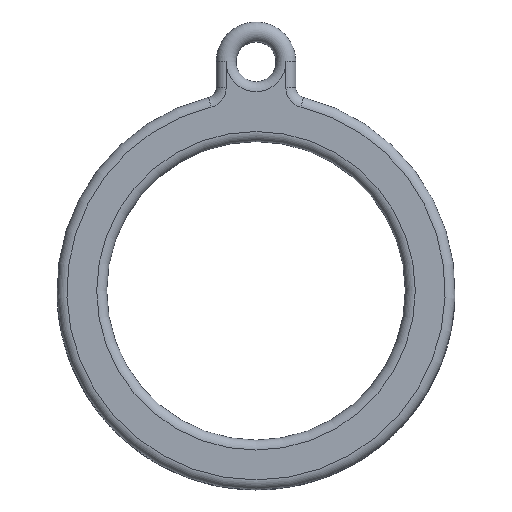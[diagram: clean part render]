
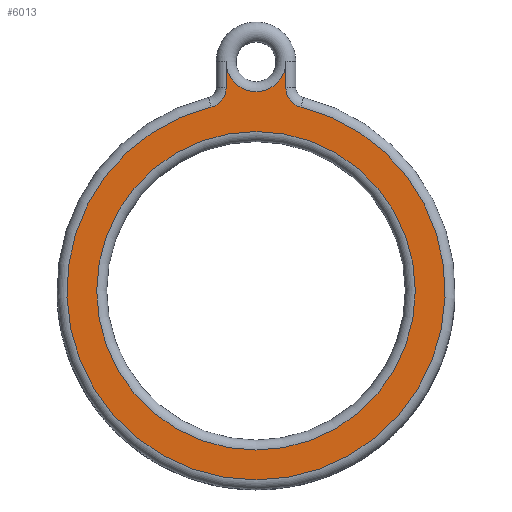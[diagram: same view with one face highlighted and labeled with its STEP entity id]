
A CAD part, top view. The second image highlights one B-rep face of the part: STEP entity #6013.
In plain terms, the highlighted planar face has unit normal (0, 0, 1).
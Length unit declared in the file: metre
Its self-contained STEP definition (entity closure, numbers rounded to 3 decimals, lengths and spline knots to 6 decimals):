
#168=PLANE('',#6478);
#353=CIRCLE('',#6479,0.016);
#354=CIRCLE('',#6480,0.003);
#355=CIRCLE('',#6481,0.002);
#356=CIRCLE('',#6482,0.019);
#357=CIRCLE('',#6483,0.002);
#483=LINE('',#9054,#884);
#484=LINE('',#9059,#885);
#884=VECTOR('',#7039,1.);
#885=VECTOR('',#7042,1.);
#1856=ORIENTED_EDGE('',*,*,#3766,.T.);
#1857=ORIENTED_EDGE('',*,*,#3767,.T.);
#1858=ORIENTED_EDGE('',*,*,#3768,.T.);
#1859=ORIENTED_EDGE('',*,*,#3769,.T.);
#1860=ORIENTED_EDGE('',*,*,#3770,.F.);
#1861=ORIENTED_EDGE('',*,*,#3771,.T.);
#1862=ORIENTED_EDGE('',*,*,#3772,.F.);
#3766=EDGE_CURVE('',#4721,#4721,#353,.F.);
#3767=EDGE_CURVE('',#4722,#4723,#483,.F.);
#3768=EDGE_CURVE('',#4723,#4724,#354,.F.);
#3769=EDGE_CURVE('',#4724,#4725,#484,.T.);
#3770=EDGE_CURVE('',#4726,#4725,#355,.T.);
#3771=EDGE_CURVE('',#4726,#4727,#356,.T.);
#3772=EDGE_CURVE('',#4722,#4727,#357,.T.);
#4721=VERTEX_POINT('',#9053);
#4722=VERTEX_POINT('',#9055);
#4723=VERTEX_POINT('',#9056);
#4724=VERTEX_POINT('',#9058);
#4725=VERTEX_POINT('',#9060);
#4726=VERTEX_POINT('',#9062);
#4727=VERTEX_POINT('',#9064);
#5181=EDGE_LOOP('',(#1856));
#5182=EDGE_LOOP('',(#1857,#1858,#1859,#1860,#1861,#1862));
#5574=FACE_BOUND('',#5181,.T.);
#5575=FACE_BOUND('',#5182,.T.);
#6013=ADVANCED_FACE('',(#5574,#5575),#168,.T.);
#6478=AXIS2_PLACEMENT_3D('',#9051,#7035,#7036);
#6479=AXIS2_PLACEMENT_3D('',#9052,#7037,#7038);
#6480=AXIS2_PLACEMENT_3D('',#9057,#7040,#7041);
#6481=AXIS2_PLACEMENT_3D('',#9061,#7043,#7044);
#6482=AXIS2_PLACEMENT_3D('',#9063,#7045,#7046);
#6483=AXIS2_PLACEMENT_3D('',#9065,#7047,#7048);
#7035=DIRECTION('',(0.,0.,1.));
#7036=DIRECTION('',(1.,0.,0.));
#7037=DIRECTION('',(0.,0.,1.));
#7038=DIRECTION('',(1.,0.,0.));
#7039=DIRECTION('',(0.,-1.,0.));
#7040=DIRECTION('',(0.,0.,1.));
#7041=DIRECTION('',(1.,0.,0.));
#7042=DIRECTION('',(0.,-1.,0.));
#7043=DIRECTION('',(0.,0.,1.));
#7044=DIRECTION('',(1.,0.,0.));
#7045=DIRECTION('',(0.,0.,1.));
#7046=DIRECTION('',(1.,0.,0.));
#7047=DIRECTION('',(0.,0.,1.));
#7048=DIRECTION('',(1.,0.,0.));
#9051=CARTESIAN_POINT('',(0.,0.,0.0035));
#9052=CARTESIAN_POINT('',(0.,0.,0.0035));
#9053=CARTESIAN_POINT('',(0.016,0.,0.0035));
#9054=CARTESIAN_POINT('',(0.003,0.023,0.0035));
#9055=CARTESIAN_POINT('',(0.003,0.020396,0.0035));
#9056=CARTESIAN_POINT('',(0.003,0.023,0.0035));
#9057=CARTESIAN_POINT('',(0.,0.023,0.0035));
#9058=CARTESIAN_POINT('',(-0.003,0.023,0.0035));
#9059=CARTESIAN_POINT('',(-0.003,0.,0.0035));
#9060=CARTESIAN_POINT('',(-0.003,0.020396,0.0035));
#9061=CARTESIAN_POINT('',(-0.005,0.020396,0.0035));
#9062=CARTESIAN_POINT('',(-0.004524,0.018454,0.0035));
#9063=CARTESIAN_POINT('',(0.,0.,0.0035));
#9064=CARTESIAN_POINT('',(0.004524,0.018454,0.0035));
#9065=CARTESIAN_POINT('',(0.005,0.020396,0.0035));
